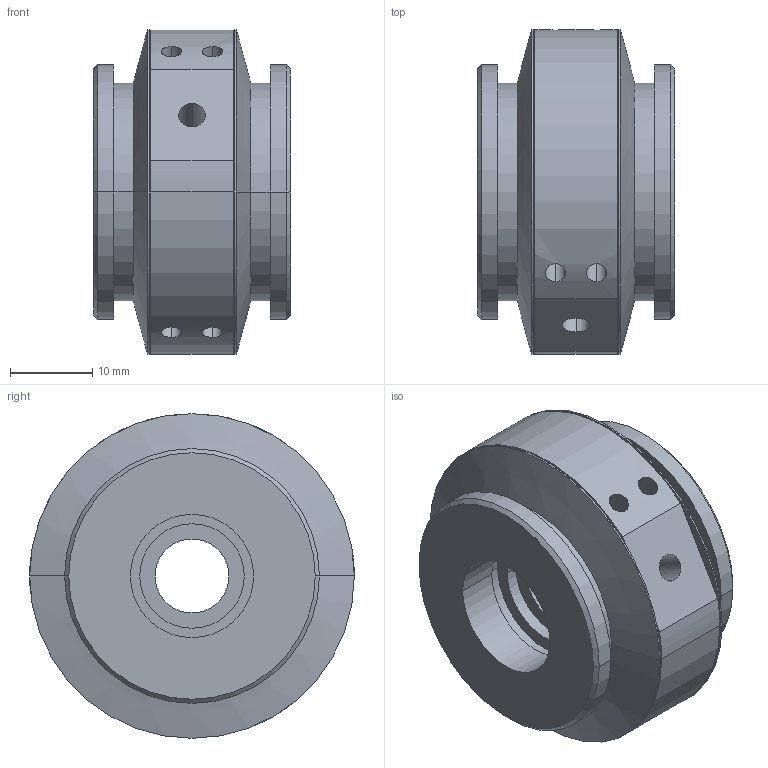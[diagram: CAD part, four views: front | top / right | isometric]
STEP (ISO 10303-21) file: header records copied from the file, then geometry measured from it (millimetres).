
FILE_DESCRIPTION (( 'STEP AP203' ), '1' );
FILE_NAME ('GCM-0922M三维外形图.STEP', '2016-12-30T00:36:10', ( '' ), ( '' ), 'SwSTEP 2.0', 'SolidWorks 2015', '' );
FILE_SCHEMA (( 'CONFIG_CONTROL_DESIGN' ));
Length unit declared in the file: millimetre
Products named in the file (2): GCM-0922M三维外形图
Bounding box: 24 x 39.5 x 39.5 mm (x, y, z)
Volume: 18556.5 mm3; surface area: 10177.9 mm2
Topology: 1 solids, 1 shells, 84 faces, 190 edges, 111 vertices
Faces by surface type: cylinder 47, cone 22, plane 15
Entity records: 2613 total; most frequent: CARTESIAN_POINT 605, DIRECTION 418, ORIENTED_EDGE 352, EDGE_CURVE 176, AXIS2_PLACEMENT_3D 172, VERTEX_POINT 111, EDGE_LOOP 103, CIRCLE 86
